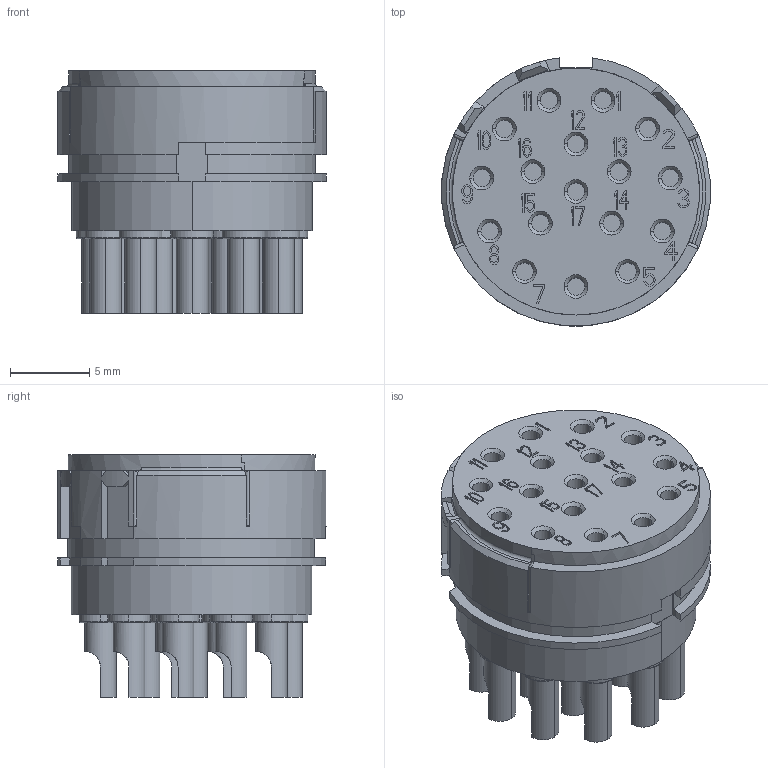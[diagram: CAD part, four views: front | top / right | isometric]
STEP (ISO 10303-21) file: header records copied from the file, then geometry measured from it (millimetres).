
FILE_DESCRIPTION((''),'2;1');
FILE_NAME('1602383','2015-09-09T',('feitelbuss'),(''),'PRO/ENGINEER BY PARAMETRIC TECHNOLOGY CORPORATION, 2014200','PRO/ENGINEER BY PARAMETRIC TECHNOLOGY CORPORATION, 2014200','');
FILE_SCHEMA(('AUTOMOTIVE_DESIGN { 1 0 10303 214 1 1 1 1 }'));
Length unit declared in the file: millimetre
Products named in the file (1): 1602383
Bounding box: 16.94 x 16.93 x 15.3 mm (x, y, z)
Volume: 2101.1 mm3; surface area: 2097.3 mm2
Topology: 1 solids, 1 shells, 1834 faces, 5021 edges, 3287 vertices
Faces by surface type: plane 1511, cylinder 217, cone 70, torus 36
Entity records: 58079 total; most frequent: CARTESIAN_POINT 11267, ORIENTED_EDGE 9974, DIRECTION 9088, EDGE_CURVE 4987, VECTOR 4360, LINE 4360, VERTEX_POINT 3287, AXIS2_PLACEMENT_3D 2364
